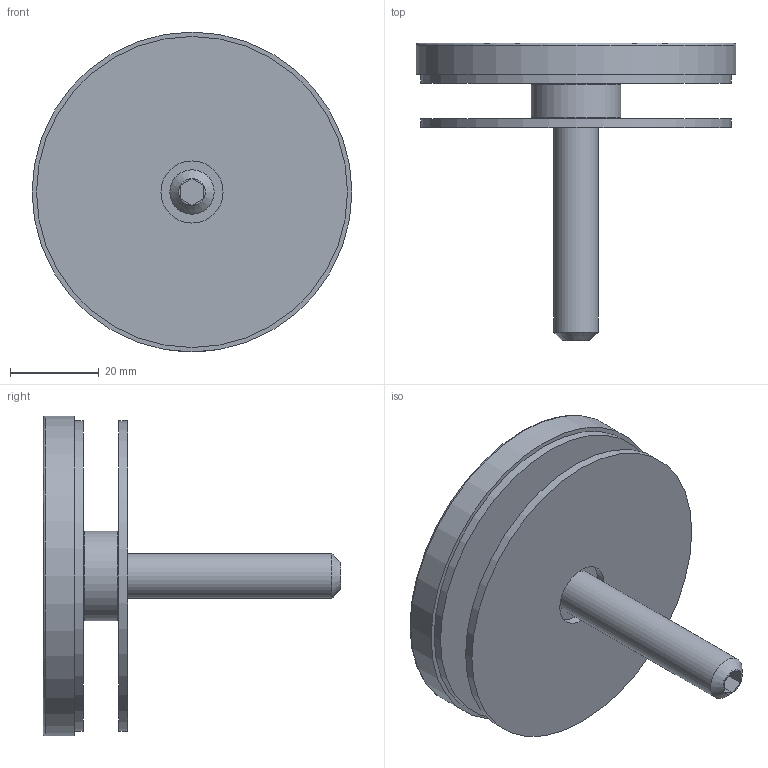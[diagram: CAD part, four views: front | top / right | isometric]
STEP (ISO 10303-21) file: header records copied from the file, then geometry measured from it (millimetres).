
FILE_DESCRIPTION(/* description */ (''),/* implementation_level */ '2;1');
FILE_NAME(/* name */ '41739.iam.step',/* time_stamp */ '2022-08-22T09:48:47+02:00',/* author */ ('Abt. Technik'),/* organization */ (''),/* preprocessor_version */ 'ST-DEVELOPER v19.2',/* originating_system */ 'Autodesk Inventor 2023',/* authorisation */ '');
FILE_SCHEMA (('AUTOMOTIVE_DESIGN { 1 0 10303 214 3 1 1 }'));
Length unit declared in the file: millimetre
Products named in the file (5): 41739; Kopf 41739; 40903; 40910 Kunststoff weiß; Gewindestift 60mm
Assembly tree (5 placements, depth 2):
  41739
    Kopf 41739
    40903  x2
    40910 Kunststoff weiß
    Gewindestift 60mm
Bounding box: 72 x 67 x 72 mm (x, y, z)
Volume: 49711.5 mm3; surface area: 29573.3 mm2
Topology: 5 solids, 5 shells, 41 faces, 74 edges, 46 vertices
Faces by surface type: plane 25, cylinder 11, torus 3, cone 2
Full cylindrical faces by diameter (mm): 3 x1, 10 x2, 14 x3, 14.2 x1, 20.2 x1, 70 x2, 72 x1
Entity records: 1174 total; most frequent: DIRECTION 195, CARTESIAN_POINT 193, ORIENTED_EDGE 136, AXIS2_PLACEMENT_3D 83, EDGE_CURVE 68, EDGE_LOOP 44, VERTEX_POINT 42, FACE_OUTER_BOUND 37
